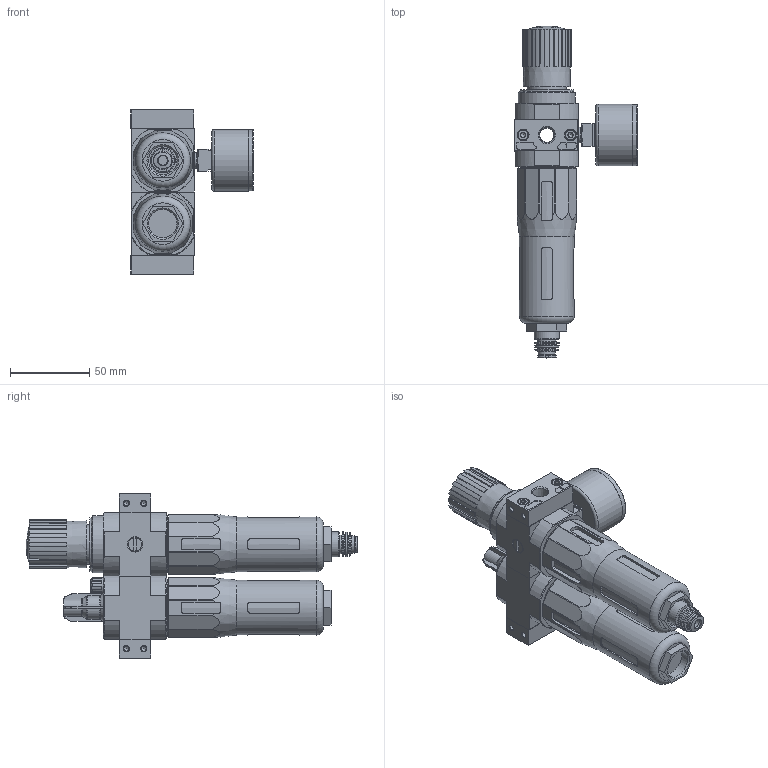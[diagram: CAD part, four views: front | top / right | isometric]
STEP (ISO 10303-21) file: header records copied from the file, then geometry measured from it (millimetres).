
FILE_DESCRIPTION(/* description */ ('STEP AP214'),/* implementation_level */ '2;1');
FILE_NAME(/* name */ '173829_FRC-1_8-D-MINI-A-NPT',/* time_stamp */ '2024-08-28T17:14:27+02:00',/* author */ ('License CC BY-ND 4.0'),/* organization */ ('CADENAS'),/* preprocessor_version */ 'ST-DEVELOPER v19.3',/* originating_system */ 'PARTsolutions',/* authorisation */ ' ');
FILE_SCHEMA (('AUTOMOTIVE_DESIGN {1 0 10303 214 3 1 1}'));
Length unit declared in the file: millimetre
Products named in the file (10): 173829 FRC-1/8-D-MINI-A-NPT; 679797 PBL-1/8-D-MINI-L-NPT--P1; DIN-912 - M4x16(F); 679798 PBL-1/8-D-MINI-R-NPT--P1; 123589 LFR-D-MINI-A--(0); 8003637 PAGN-40-16-G18; 373845 LR-MINI; 526489 MS4-LFR-V; 123582 LOE-D-MINI; 355622 FRB-D-MINI
Assembly tree (13 placements, depth 2):
  173829 FRC-1/8-D-MINI-A-NPT
    679797 PBL-1/8-D-MINI-L-NPT--P1
    DIN-912 - M4x16(F)  x4
    679798 PBL-1/8-D-MINI-R-NPT--P1
    123589 LFR-D-MINI-A--(0)
    8003637 PAGN-40-16-G18
    373845 LR-MINI
    526489 MS4-LFR-V
    123582 LOE-D-MINI
    355622 FRB-D-MINI  x2
Bounding box: 77.75 x 210.02 x 104 mm (x, y, z)
Volume: 394201.6 mm3; surface area: 93328.1 mm2
Topology: 13 solids, 13 shells, 958 faces, 2470 edges, 1585 vertices
Faces by surface type: plane 498, cylinder 255, cone 145, torus 55, sphere 5
Full cylindrical faces by diameter (mm): 2.9 x2, 3.2 x1, 3.242 x10, 3.6 x1, 3.8 x1, 4 x6, 4.3 x1, 5.2 x2, 6 x3, 6.2 x1, 6.9 x1, 7 x4, 8.2 x1, 8.4 x1, 8.566 x2, 9.728 x2, 10 x1, 11 x2, 11.4 x1, 11.6 x1, 11.8 x1, 12.2 x2, 15.7 x1, 15.8 x2, 15.9 x1, 18 x2, 24.9 x1, 26.9 x1, 32.7 x1, 33.9 x1
Entity records: 31374 total; most frequent: CARTESIAN_POINT 5874, DIRECTION 4238, ORIENTED_EDGE 4196, EDGE_CURVE 2098, AXIS2_PLACEMENT_3D 1652, VERTEX_POINT 1466, FACE_BOUND 1134, EDGE_LOOP 1124
